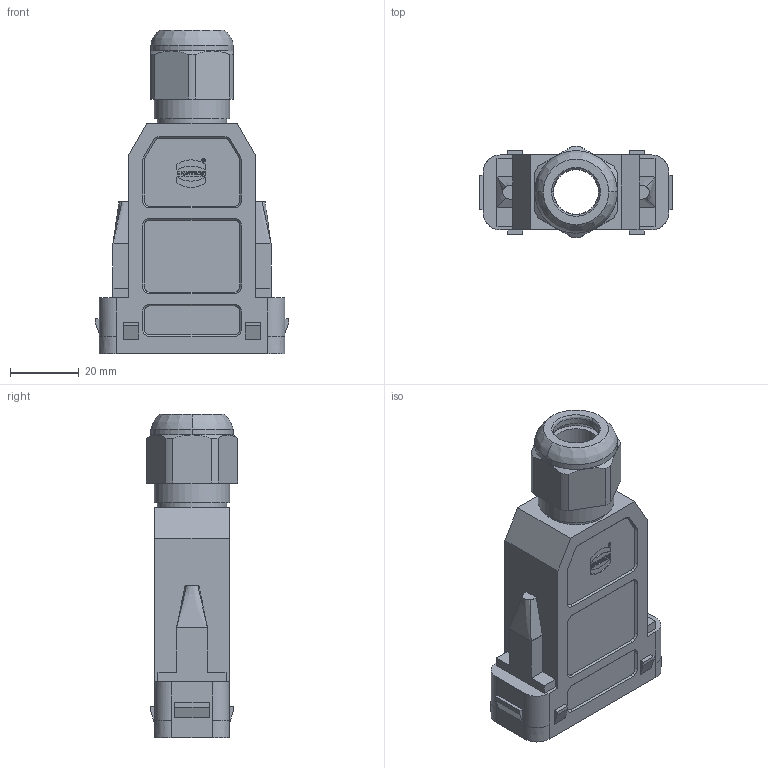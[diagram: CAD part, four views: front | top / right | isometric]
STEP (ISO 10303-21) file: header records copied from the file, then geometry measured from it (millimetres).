
FILE_DESCRIPTION(/* description */ (''),/* implementation_level */ '2;1');
FILE_NAME(/* name */ '100211702ugm000_b.stp',/* time_stamp */ '2019-12-02T09:27:18+01:00',/* author */ (''),/* organization */ (''),/* preprocessor_version */ 'ST-DEVELOPER v16.7',/* originating_system */ 'SIEMENS PLM Software NX 12.0',/* authorisation */ '');
FILE_SCHEMA (('AUTOMOTIVE_DESIGN { 1 0 10303 214 3 1 1 1 }'));
Length unit declared in the file: millimetre
Products named in the file (1): 100211702ugm000_b
Bounding box: 56.3 x 26.49 x 94.1 mm (x, y, z)
Volume: 30771.6 mm3; surface area: 22615.1 mm2
Topology: 1 solids, 2 shells, 442 faces, 1376 edges, 1061 vertices
Faces by surface type: plane 293, cylinder 66, cone 41, bspline 28, revolution 12, extrusion 2
Full cylindrical faces by diameter (mm): 0.911 x1, 1.077 x1, 5.6 x2, 13 x1, 14.5 x1, 16.6 x1, 18.05 x1, 20.2 x1, 22.1 x1
Entity records: 19877 total; most frequent: CARTESIAN_POINT 4698, ORIENTED_EDGE 2524, DIRECTION 2192, EDGE_CURVE 1262, VERTEX_POINT 878, VECTOR 874, LINE 872, AXIS2_PLACEMENT_3D 653
